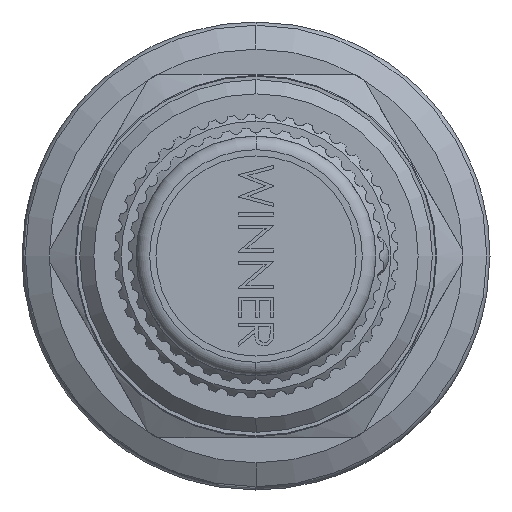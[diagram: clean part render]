
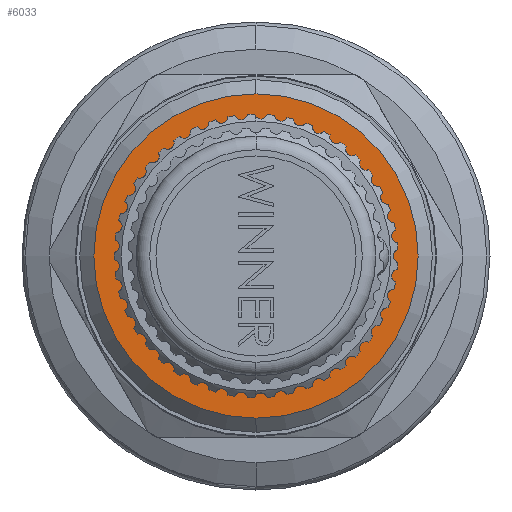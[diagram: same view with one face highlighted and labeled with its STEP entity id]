
A CAD part, left-side view. The second image highlights one B-rep face of the part: STEP entity #6033.
In plain terms, the highlighted planar face has unit normal (-1, 0, 0).
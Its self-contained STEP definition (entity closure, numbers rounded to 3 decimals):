
#1075 = VERTEX_POINT ( 'NONE', #23481 ) ;
#1642 = CARTESIAN_POINT ( 'NONE',  ( -6.83, 0., 0. ) ) ;
#4484 = ORIENTED_EDGE ( 'NONE', *, *, #18359, .T. ) ;
#5061 = CIRCLE ( 'NONE', #11636, 6.875 ) ;
#6033 = ADVANCED_FACE ( 'NONE', ( #32138, #13182 ), #9347, .F. ) ;
#6909 = CARTESIAN_POINT ( 'NONE',  ( -6.83, 0., 0. ) ) ;
#7257 = AXIS2_PLACEMENT_3D ( 'NONE', #32165, #35060, #26471 ) ;
#7385 = VERTEX_POINT ( 'NONE', #24413 ) ;
#9116 = VERTEX_POINT ( 'NONE', #27195 ) ;
#9347 = PLANE ( 'NONE',  #7257 ) ;
#9546 = DIRECTION ( 'NONE',  ( 0., 0., 1. ) ) ;
#9803 = DIRECTION ( 'NONE',  ( 1., 0., 0. ) ) ;
#10218 = EDGE_CURVE ( 'NONE', #7385, #1075, #22916, .T. ) ;
#11189 = DIRECTION ( 'NONE',  ( 1., 0., 0. ) ) ;
#11462 = CARTESIAN_POINT ( 'NONE',  ( -6.83, 0., 6.875 ) ) ;
#11636 = AXIS2_PLACEMENT_3D ( 'NONE', #1642, #27227, #33317 ) ;
#13107 = CARTESIAN_POINT ( 'NONE',  ( -6.83, 0., 0. ) ) ;
#13182 = FACE_OUTER_BOUND ( 'NONE', #16243, .T. ) ;
#13821 = DIRECTION ( 'NONE',  ( 0., 0., 1. ) ) ;
#14693 = AXIS2_PLACEMENT_3D ( 'NONE', #25543, #11189, #13821 ) ;
#16243 = EDGE_LOOP ( 'NONE', ( #35923, #24568 ) ) ;
#16370 = CIRCLE ( 'NONE', #14693, 18.4 ) ;
#16826 = EDGE_CURVE ( 'NONE', #1075, #7385, #16370, .T. ) ;
#18359 = EDGE_CURVE ( 'NONE', #9116, #26366, #5061, .T. ) ;
#19612 = AXIS2_PLACEMENT_3D ( 'NONE', #13107, #22133, #25062 ) ;
#22133 = DIRECTION ( 'NONE',  ( 1., 0., 0. ) ) ;
#22849 = ORIENTED_EDGE ( 'NONE', *, *, #27460, .T. ) ;
#22916 = CIRCLE ( 'NONE', #30523, 18.4 ) ;
#23481 = CARTESIAN_POINT ( 'NONE',  ( -6.83, 0., -18.4 ) ) ;
#24413 = CARTESIAN_POINT ( 'NONE',  ( -6.83, 0., 18.4 ) ) ;
#24568 = ORIENTED_EDGE ( 'NONE', *, *, #16826, .F. ) ;
#25062 = DIRECTION ( 'NONE',  ( 0., 0., 1. ) ) ;
#25478 = CIRCLE ( 'NONE', #19612, 6.875 ) ;
#25543 = CARTESIAN_POINT ( 'NONE',  ( -6.83, 0., 0. ) ) ;
#26366 = VERTEX_POINT ( 'NONE', #11462 ) ;
#26471 = DIRECTION ( 'NONE',  ( 0., 0., 1. ) ) ;
#27195 = CARTESIAN_POINT ( 'NONE',  ( -6.83, 0., -6.875 ) ) ;
#27227 = DIRECTION ( 'NONE',  ( 1., 0., 0. ) ) ;
#27460 = EDGE_CURVE ( 'NONE', #26366, #9116, #25478, .T. ) ;
#30523 = AXIS2_PLACEMENT_3D ( 'NONE', #6909, #9803, #9546 ) ;
#32138 = FACE_BOUND ( 'NONE', #36477, .T. ) ;
#32165 = CARTESIAN_POINT ( 'NONE',  ( -6.83, -18.4, 0. ) ) ;
#33317 = DIRECTION ( 'NONE',  ( 0., 0., 1. ) ) ;
#35060 = DIRECTION ( 'NONE',  ( 1., 0., 0. ) ) ;
#35923 = ORIENTED_EDGE ( 'NONE', *, *, #10218, .F. ) ;
#36477 = EDGE_LOOP ( 'NONE', ( #4484, #22849 ) ) ;
